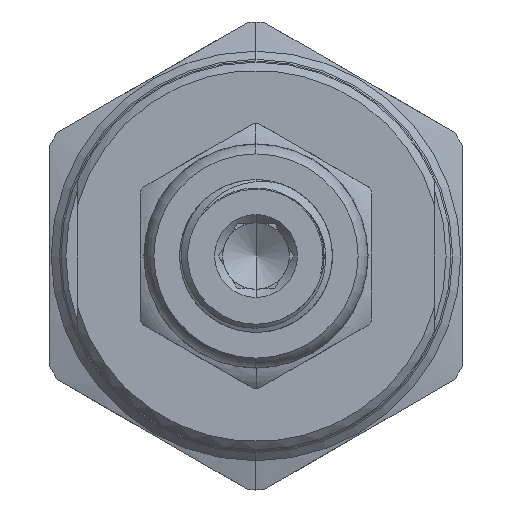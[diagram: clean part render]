
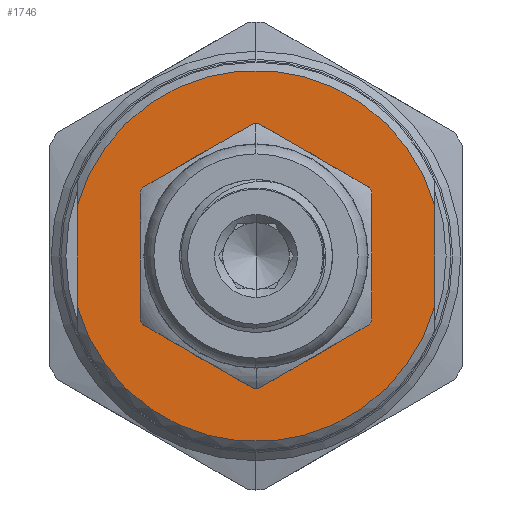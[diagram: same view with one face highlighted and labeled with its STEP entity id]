
A CAD part, left-side view. The second image highlights one B-rep face of the part: STEP entity #1746.
In plain terms, the highlighted planar face has unit normal (-1, 0, 0).
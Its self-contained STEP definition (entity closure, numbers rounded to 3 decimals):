
#11 = CARTESIAN_POINT ( 'NONE',  ( -6.545, 11., -10.9 ) ) ;
#1746 = ADVANCED_FACE ( 'NONE', ( #7605, #7614 ), #2103, .T. ) ;
#2100 = DIRECTION ( 'NONE',  ( 0., 1., 0. ) ) ;
#2101 = DIRECTION ( 'NONE',  ( -1., 0., 0. ) ) ;
#2103 = PLANE ( 'NONE',  #3310 ) ;
#2106 = CARTESIAN_POINT ( 'NONE',  ( -6.545, 0., 0. ) ) ;
#2248 = CIRCLE ( 'NONE', #3203, 6.875 ) ;
#2298 = CIRCLE ( 'NONE', #3212, 6.875 ) ;
#2305 = VECTOR ( 'NONE', #8763, 1000. ) ;
#2372 = LINE ( 'NONE', #8757, #2305 ) ;
#2560 = VECTOR ( 'NONE', #5037, 1000. ) ;
#2564 = LINE ( 'NONE', #11, #2560 ) ;
#2565 = CIRCLE ( 'NONE', #3233, 11.425 ) ;
#2757 = CIRCLE ( 'NONE', #3207, 11.425 ) ;
#3203 = AXIS2_PLACEMENT_3D ( 'NONE', #9270, #9271, #9078 ) ;
#3207 = AXIS2_PLACEMENT_3D ( 'NONE', #5146, #5085, #5160 ) ;
#3212 = AXIS2_PLACEMENT_3D ( 'NONE', #5256, #5255, #5254 ) ;
#3233 = AXIS2_PLACEMENT_3D ( 'NONE', #5217, #5084, #5070 ) ;
#3310 = AXIS2_PLACEMENT_3D ( 'NONE', #2106, #2101, #2100 ) ;
#3640 = EDGE_CURVE ( 'NONE', #8101, #12888, #2564, .T. ) ;
#3641 = EDGE_CURVE ( 'NONE', #12792, #12888, #2565, .T. ) ;
#3664 = EDGE_CURVE ( 'NONE', #8101, #12937, #2757, .T. ) ;
#3685 = EDGE_CURVE ( 'NONE', #7748, #12911, #2298, .T. ) ;
#3899 = EDGE_CURVE ( 'NONE', #12792, #12937, #2372, .T. ) ;
#5037 = DIRECTION ( 'NONE',  ( 0., 0., 1. ) ) ;
#5070 = DIRECTION ( 'NONE',  ( 0., 1., 0. ) ) ;
#5084 = DIRECTION ( 'NONE',  ( -1., 0., 0. ) ) ;
#5085 = DIRECTION ( 'NONE',  ( -1., 0., 0. ) ) ;
#5146 = CARTESIAN_POINT ( 'NONE',  ( -6.545, 0., 0. ) ) ;
#5160 = DIRECTION ( 'NONE',  ( 0., 1., 0. ) ) ;
#5217 = CARTESIAN_POINT ( 'NONE',  ( -6.545, 0., 0. ) ) ;
#5254 = DIRECTION ( 'NONE',  ( 0., 0., -1. ) ) ;
#5255 = DIRECTION ( 'NONE',  ( 1., 0., 0. ) ) ;
#5256 = CARTESIAN_POINT ( 'NONE',  ( -6.545, 0., 0. ) ) ;
#5317 = CARTESIAN_POINT ( 'NONE',  ( -6.545, -11., 3.087 ) ) ;
#5344 = CARTESIAN_POINT ( 'NONE',  ( -6.545, -11., -3.087 ) ) ;
#5440 = CARTESIAN_POINT ( 'NONE',  ( -6.545, 11., 3.087 ) ) ;
#6051 = CARTESIAN_POINT ( 'NONE',  ( -6.545, 0., -6.875 ) ) ;
#7605 = FACE_OUTER_BOUND ( 'NONE', #7822, .T. ) ;
#7614 = FACE_BOUND ( 'NONE', #7988, .T. ) ;
#7748 = VERTEX_POINT ( 'NONE', #9118 ) ;
#7822 = EDGE_LOOP ( 'NONE', ( #10033, #10034, #9779, #9755 ) ) ;
#7988 = EDGE_LOOP ( 'NONE', ( #9961, #10013 ) ) ;
#8101 = VERTEX_POINT ( 'NONE', #9459 ) ;
#8757 = CARTESIAN_POINT ( 'NONE',  ( -6.545, -11., -10.9 ) ) ;
#8763 = DIRECTION ( 'NONE',  ( 0., 0., -1. ) ) ;
#9078 = DIRECTION ( 'NONE',  ( 0., 0., -1. ) ) ;
#9118 = CARTESIAN_POINT ( 'NONE',  ( -6.545, 0., 6.875 ) ) ;
#9270 = CARTESIAN_POINT ( 'NONE',  ( -6.545, 0., 0. ) ) ;
#9271 = DIRECTION ( 'NONE',  ( 1., 0., 0. ) ) ;
#9459 = CARTESIAN_POINT ( 'NONE',  ( -6.545, 11., -3.087 ) ) ;
#9755 = ORIENTED_EDGE ( 'NONE', *, *, #3664, .T. ) ;
#9779 = ORIENTED_EDGE ( 'NONE', *, *, #3640, .F. ) ;
#9961 = ORIENTED_EDGE ( 'NONE', *, *, #3685, .T. ) ;
#10013 = ORIENTED_EDGE ( 'NONE', *, *, #11670, .T. ) ;
#10033 = ORIENTED_EDGE ( 'NONE', *, *, #3899, .F. ) ;
#10034 = ORIENTED_EDGE ( 'NONE', *, *, #3641, .T. ) ;
#11670 = EDGE_CURVE ( 'NONE', #12911, #7748, #2248, .T. ) ;
#12792 = VERTEX_POINT ( 'NONE', #5317 ) ;
#12888 = VERTEX_POINT ( 'NONE', #5440 ) ;
#12911 = VERTEX_POINT ( 'NONE', #6051 ) ;
#12937 = VERTEX_POINT ( 'NONE', #5344 ) ;
